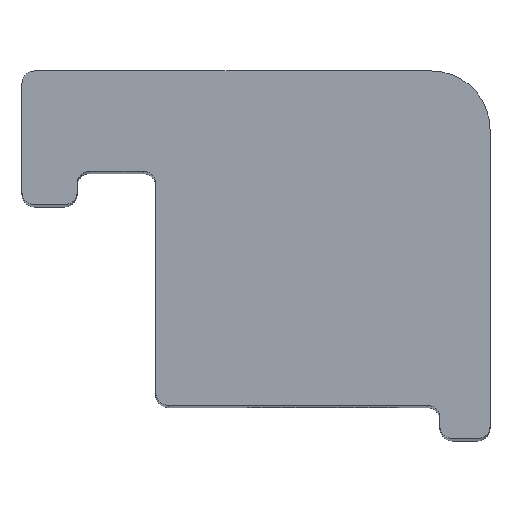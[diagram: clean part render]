
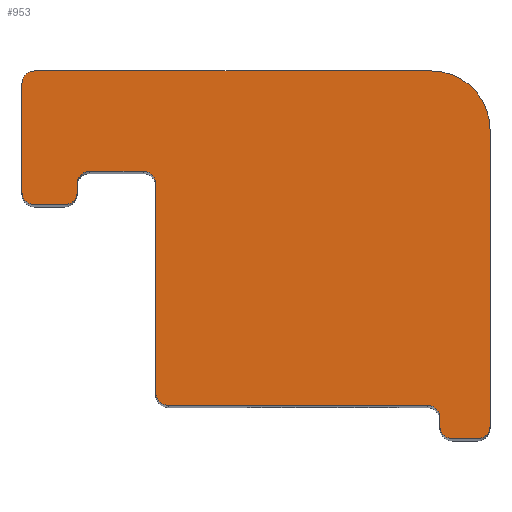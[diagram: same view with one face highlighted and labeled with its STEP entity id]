
A CAD part, top view. The second image highlights one B-rep face of the part: STEP entity #953.
In plain terms, the highlighted planar face has unit normal (0, 0, 1).
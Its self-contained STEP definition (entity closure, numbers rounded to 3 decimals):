
#240=CARTESIAN_POINT('',(16.5,20.,40.0));
#241=VERTEX_POINT('',#240);
#248=CARTESIAN_POINT('',(20.,16.5,40.0));
#249=VERTEX_POINT('',#248);
#250=CARTESIAN_POINT('',(16.5,16.5,40.0));
#251=DIRECTION('',(0.0,0.0,-1.0));
#252=DIRECTION('',(1.0,0.0,0.0));
#253=AXIS2_PLACEMENT_3D('',#250,#251,#252);
#254=CIRCLE('',#253,3.5);
#255=EDGE_CURVE('',#241,#249,#254,.T.);
#463=CARTESIAN_POINT('',(20.,-1.25,40.0));
#464=VERTEX_POINT('',#463);
#465=CARTESIAN_POINT('',(19.25,-2.,40.0));
#466=VERTEX_POINT('',#465);
#467=CARTESIAN_POINT('',(19.25,-1.25,40.0));
#468=DIRECTION('',(0.0,0.0,-1.0));
#469=DIRECTION('',(0.0,-1.0,0.0));
#470=AXIS2_PLACEMENT_3D('',#467,#468,#469);
#471=CIRCLE('',#470,0.75);
#472=EDGE_CURVE('',#464,#466,#471,.T.);
#495=CARTESIAN_POINT('',(17.75,-2.,40.0));
#496=VERTEX_POINT('',#495);
#497=CARTESIAN_POINT('',(19.25,-2.,40.0));
#498=DIRECTION('',(-1.0,0.0,0.0));
#499=VECTOR('',#498,1.5);
#500=LINE('',#497,#499);
#501=EDGE_CURVE('',#466,#496,#500,.T.);
#519=CARTESIAN_POINT('',(17.,-1.25,40.0));
#520=VERTEX_POINT('',#519);
#521=CARTESIAN_POINT('',(17.75,-1.25,40.0));
#522=DIRECTION('',(0.0,0.0,-1.0));
#523=DIRECTION('',(-1.0,0.0,0.0));
#524=AXIS2_PLACEMENT_3D('',#521,#522,#523);
#525=CIRCLE('',#524,0.75);
#526=EDGE_CURVE('',#496,#520,#525,.T.);
#544=CARTESIAN_POINT('',(17.,-0.75,40.0));
#545=VERTEX_POINT('',#544);
#546=CARTESIAN_POINT('',(17.,-1.25,40.0));
#547=DIRECTION('',(0.0,1.0,0.0));
#548=VECTOR('',#547,0.5);
#549=LINE('',#546,#548);
#550=EDGE_CURVE('',#520,#545,#549,.T.);
#568=CARTESIAN_POINT('',(16.25,0.,40.0));
#569=VERTEX_POINT('',#568);
#570=CARTESIAN_POINT('',(16.25,-0.75,40.0));
#571=DIRECTION('',(0.0,0.0,1.0));
#572=DIRECTION('',(-1.0,0.0,0.0));
#573=AXIS2_PLACEMENT_3D('',#570,#571,#572);
#574=CIRCLE('',#573,0.75);
#575=EDGE_CURVE('',#545,#569,#574,.T.);
#593=CARTESIAN_POINT('',(0.75,0.,40.0));
#594=VERTEX_POINT('',#593);
#595=CARTESIAN_POINT('',(16.25,0.,40.0));
#596=DIRECTION('',(-1.0,0.0,0.0));
#597=VECTOR('',#596,15.5);
#598=LINE('',#595,#597);
#599=EDGE_CURVE('',#569,#594,#598,.T.);
#623=CARTESIAN_POINT('',(0.,0.75,40.0));
#624=VERTEX_POINT('',#623);
#625=CARTESIAN_POINT('',(0.75,0.75,40.0));
#626=DIRECTION('',(0.0,0.0,-1.0));
#627=DIRECTION('',(-1.0,0.0,0.0));
#628=AXIS2_PLACEMENT_3D('',#625,#626,#627);
#629=CIRCLE('',#628,0.75);
#630=EDGE_CURVE('',#594,#624,#629,.T.);
#648=CARTESIAN_POINT('',(0.,13.25,40.0));
#649=VERTEX_POINT('',#648);
#650=CARTESIAN_POINT('',(0.,0.75,40.0));
#651=DIRECTION('',(0.0,1.0,0.0));
#652=VECTOR('',#651,12.5);
#653=LINE('',#650,#652);
#654=EDGE_CURVE('',#624,#649,#653,.T.);
#672=CARTESIAN_POINT('',(-0.75,14.,40.0));
#673=VERTEX_POINT('',#672);
#674=CARTESIAN_POINT('',(-0.75,13.25,40.0));
#675=DIRECTION('',(0.0,0.0,1.0));
#676=DIRECTION('',(-1.0,0.0,0.0));
#677=AXIS2_PLACEMENT_3D('',#674,#675,#676);
#678=CIRCLE('',#677,0.75);
#679=EDGE_CURVE('',#649,#673,#678,.T.);
#697=CARTESIAN_POINT('',(-3.95,14.,40.0));
#698=VERTEX_POINT('',#697);
#699=CARTESIAN_POINT('',(-0.75,14.,40.0));
#700=DIRECTION('',(-1.0,0.0,0.0));
#701=VECTOR('',#700,3.2);
#702=LINE('',#699,#701);
#703=EDGE_CURVE('',#673,#698,#702,.T.);
#721=CARTESIAN_POINT('',(-4.7,13.25,40.0));
#722=VERTEX_POINT('',#721);
#723=CARTESIAN_POINT('',(-3.95,13.25,40.0));
#724=DIRECTION('',(0.0,0.0,1.0));
#725=DIRECTION('',(0.0,-1.0,0.0));
#726=AXIS2_PLACEMENT_3D('',#723,#724,#725);
#727=CIRCLE('',#726,0.75);
#728=EDGE_CURVE('',#698,#722,#727,.T.);
#746=CARTESIAN_POINT('',(-4.7,12.75,40.0));
#747=VERTEX_POINT('',#746);
#748=CARTESIAN_POINT('',(-4.7,13.25,40.0));
#749=DIRECTION('',(0.0,-1.0,0.0));
#750=VECTOR('',#749,0.5);
#751=LINE('',#748,#750);
#752=EDGE_CURVE('',#722,#747,#751,.T.);
#770=CARTESIAN_POINT('',(-5.45,12.,40.0));
#771=VERTEX_POINT('',#770);
#772=CARTESIAN_POINT('',(-5.45,12.75,40.0));
#773=DIRECTION('',(0.0,0.0,-1.0));
#774=DIRECTION('',(0.0,-1.0,0.0));
#775=AXIS2_PLACEMENT_3D('',#772,#773,#774);
#776=CIRCLE('',#775,0.75);
#777=EDGE_CURVE('',#747,#771,#776,.T.);
#795=CARTESIAN_POINT('',(-7.25,12.,40.0));
#796=VERTEX_POINT('',#795);
#797=CARTESIAN_POINT('',(-5.45,12.,40.0));
#798=DIRECTION('',(-1.0,0.0,0.0));
#799=VECTOR('',#798,1.8);
#800=LINE('',#797,#799);
#801=EDGE_CURVE('',#771,#796,#800,.T.);
#819=CARTESIAN_POINT('',(-8.,12.75,40.0));
#820=VERTEX_POINT('',#819);
#821=CARTESIAN_POINT('',(-7.25,12.75,40.0));
#822=DIRECTION('',(0.0,0.0,-1.0));
#823=DIRECTION('',(-1.0,0.0,0.0));
#824=AXIS2_PLACEMENT_3D('',#821,#822,#823);
#825=CIRCLE('',#824,0.75);
#826=EDGE_CURVE('',#796,#820,#825,.T.);
#844=CARTESIAN_POINT('',(-8.,19.25,40.0));
#845=VERTEX_POINT('',#844);
#846=CARTESIAN_POINT('',(-8.,12.75,40.0));
#847=DIRECTION('',(0.0,1.0,0.0));
#848=VECTOR('',#847,6.5);
#849=LINE('',#846,#848);
#850=EDGE_CURVE('',#820,#845,#849,.T.);
#868=CARTESIAN_POINT('',(-7.25,20.,40.0));
#869=VERTEX_POINT('',#868);
#870=CARTESIAN_POINT('',(-7.25,19.25,40.0));
#871=DIRECTION('',(0.0,0.0,-1.0));
#872=DIRECTION('',(0.0,1.0,0.0));
#873=AXIS2_PLACEMENT_3D('',#870,#871,#872);
#874=CIRCLE('',#873,0.75);
#875=EDGE_CURVE('',#845,#869,#874,.T.);
#899=CARTESIAN_POINT('',(-7.25,20.,40.0));
#900=DIRECTION('',(1.0,0.0,0.0));
#901=VECTOR('',#900,23.75);
#902=LINE('',#899,#901);
#903=EDGE_CURVE('',#869,#241,#902,.T.);
#914=CARTESIAN_POINT('',(20.,16.5,40.0));
#915=DIRECTION('',(0.0,-1.0,0.0));
#916=VECTOR('',#915,17.75);
#917=LINE('',#914,#916);
#918=EDGE_CURVE('',#249,#464,#917,.T.);
#926=CARTESIAN_POINT('',(6.991,10.586,40.0));
#927=DIRECTION('',(0.0,0.0,1.0));
#928=DIRECTION('',(1.0,0.0,0.0));
#929=AXIS2_PLACEMENT_3D('',#926,#927,#928);
#930=PLANE('',#929);
#931=ORIENTED_EDGE('',*,*,#472,.F.);
#932=ORIENTED_EDGE('',*,*,#918,.F.);
#933=ORIENTED_EDGE('',*,*,#255,.F.);
#934=ORIENTED_EDGE('',*,*,#903,.F.);
#935=ORIENTED_EDGE('',*,*,#875,.F.);
#936=ORIENTED_EDGE('',*,*,#850,.F.);
#937=ORIENTED_EDGE('',*,*,#826,.F.);
#938=ORIENTED_EDGE('',*,*,#801,.F.);
#939=ORIENTED_EDGE('',*,*,#777,.F.);
#940=ORIENTED_EDGE('',*,*,#752,.F.);
#941=ORIENTED_EDGE('',*,*,#728,.F.);
#942=ORIENTED_EDGE('',*,*,#703,.F.);
#943=ORIENTED_EDGE('',*,*,#679,.F.);
#944=ORIENTED_EDGE('',*,*,#654,.F.);
#945=ORIENTED_EDGE('',*,*,#630,.F.);
#946=ORIENTED_EDGE('',*,*,#599,.F.);
#947=ORIENTED_EDGE('',*,*,#575,.F.);
#948=ORIENTED_EDGE('',*,*,#550,.F.);
#949=ORIENTED_EDGE('',*,*,#526,.F.);
#950=ORIENTED_EDGE('',*,*,#501,.F.);
#951=EDGE_LOOP('',(#931,#932,#933,#934,#935,#936,#937,#938,#939,#940,#941,#942,#943,#944,#945,#946,#947,#948,#949,#950));
#952=FACE_OUTER_BOUND('',#951,.T.);
#953=ADVANCED_FACE('',(#952),#930,.T.);
